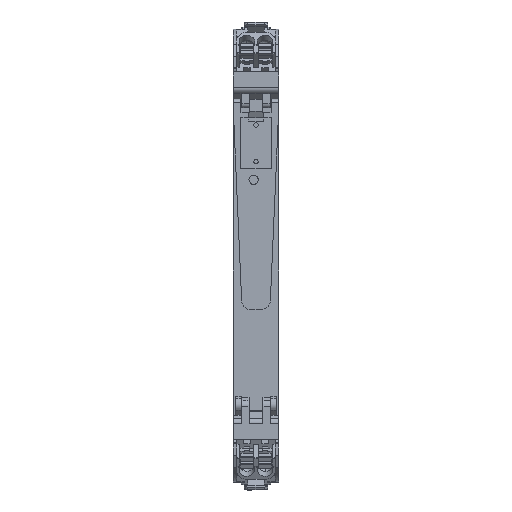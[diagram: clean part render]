
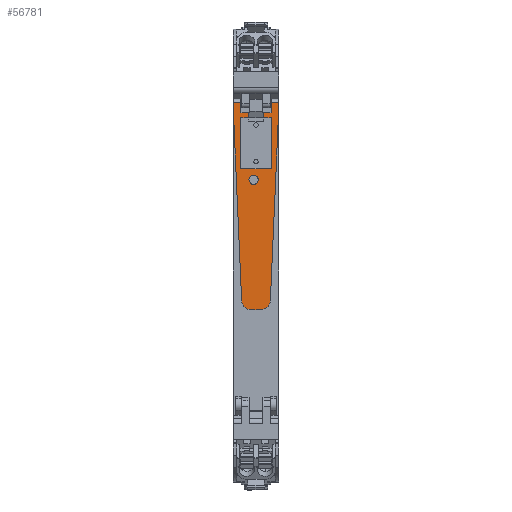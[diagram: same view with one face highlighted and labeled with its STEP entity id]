
A CAD part, top view. The second image highlights one B-rep face of the part: STEP entity #56781.
In plain terms, the highlighted planar face has unit normal (0, 0, 1).
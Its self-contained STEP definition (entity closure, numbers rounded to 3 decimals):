
#56590=AXIS2_PLACEMENT_3D('Circle Axis2P3D',#56588,#56589,$) ;
#56615=AXIS2_PLACEMENT_3D('Circle Axis2P3D',#56613,#56614,$) ;
#56629=AXIS2_PLACEMENT_3D('Plane Axis2P3D',#56626,#56627,#56628) ;
#56642=AXIS2_PLACEMENT_3D('Circle Axis2P3D',#56640,#56641,$) ;
#56754=AXIS2_PLACEMENT_3D('Circle Axis2P3D',#56752,#56753,$) ;
#56585=CARTESIAN_POINT('Vertex',(6.84,84.283,112.024)) ;
#56588=CARTESIAN_POINT('Axis2P3D Location',(5.59,84.283,112.024)) ;
#56592=CARTESIAN_POINT('Vertex',(4.34,84.283,112.024)) ;
#56613=CARTESIAN_POINT('Axis2P3D Location',(5.59,84.283,112.024)) ;
#56626=CARTESIAN_POINT('Axis2P3D Location',(12.5,63.596,112.024)) ;
#56631=CARTESIAN_POINT('Line Origine',(6.252,48.991,112.024)) ;
#56635=CARTESIAN_POINT('Vertex',(7.655,48.992,112.024)) ;
#56637=CARTESIAN_POINT('Vertex',(4.849,48.989,112.024)) ;
#56640=CARTESIAN_POINT('Axis2P3D Location',(7.653,51.492,112.024)) ;
#56644=CARTESIAN_POINT('Vertex',(10.15,51.383,112.024)) ;
#56647=CARTESIAN_POINT('Line Origine',(11.325,78.289,112.024)) ;
#56651=CARTESIAN_POINT('Vertex',(12.5,105.196,112.024)) ;
#56654=CARTESIAN_POINT('Line Origine',(11.425,105.196,112.024)) ;
#56658=CARTESIAN_POINT('Vertex',(10.35,105.196,112.024)) ;
#56661=CARTESIAN_POINT('Line Origine',(10.35,103.846,112.024)) ;
#56665=CARTESIAN_POINT('Vertex',(10.35,102.496,112.024)) ;
#56668=CARTESIAN_POINT('Line Origine',(9.3,102.496,112.024)) ;
#56672=CARTESIAN_POINT('Vertex',(8.25,102.496,112.024)) ;
#56675=CARTESIAN_POINT('Line Origine',(8.25,101.8,112.024)) ;
#56679=CARTESIAN_POINT('Vertex',(8.25,101.105,112.024)) ;
#56682=CARTESIAN_POINT('Line Origine',(9.325,101.105,112.024)) ;
#56686=CARTESIAN_POINT('Vertex',(10.4,101.105,112.024)) ;
#56689=CARTESIAN_POINT('Line Origine',(10.4,94.155,112.024)) ;
#56693=CARTESIAN_POINT('Vertex',(10.4,87.205,112.024)) ;
#56696=CARTESIAN_POINT('Line Origine',(6.25,87.205,112.024)) ;
#56700=CARTESIAN_POINT('Vertex',(2.1,87.205,112.024)) ;
#56703=CARTESIAN_POINT('Line Origine',(2.1,94.155,112.024)) ;
#56707=CARTESIAN_POINT('Vertex',(2.1,101.105,112.024)) ;
#56710=CARTESIAN_POINT('Line Origine',(3.175,101.105,112.024)) ;
#56714=CARTESIAN_POINT('Vertex',(4.25,101.105,112.024)) ;
#56717=CARTESIAN_POINT('Line Origine',(4.25,101.8,112.024)) ;
#56721=CARTESIAN_POINT('Vertex',(4.25,102.496,112.024)) ;
#56724=CARTESIAN_POINT('Line Origine',(3.2,102.496,112.024)) ;
#56728=CARTESIAN_POINT('Vertex',(2.15,102.496,112.024)) ;
#56731=CARTESIAN_POINT('Line Origine',(2.15,103.846,112.024)) ;
#56735=CARTESIAN_POINT('Vertex',(2.15,105.196,112.024)) ;
#56738=CARTESIAN_POINT('Line Origine',(1.075,105.196,112.024)) ;
#56742=CARTESIAN_POINT('Vertex',(0.,105.196,112.024)) ;
#56745=CARTESIAN_POINT('Line Origine',(1.175,78.288,112.024)) ;
#56749=CARTESIAN_POINT('Vertex',(2.35,51.38,112.024)) ;
#56752=CARTESIAN_POINT('Axis2P3D Location',(4.847,51.489,112.024)) ;
#56589=DIRECTION('Axis2P3D Direction',(0.,0.,1.)) ;
#56614=DIRECTION('Axis2P3D Direction',(0.,0.,1.)) ;
#56627=DIRECTION('Axis2P3D Direction',(0.,0.,1.)) ;
#56628=DIRECTION('Axis2P3D XDirection',(-1.,0.,0.)) ;
#56632=DIRECTION('Vector Direction',(-1.,-0.001,0.)) ;
#56641=DIRECTION('Axis2P3D Direction',(0.,0.,1.)) ;
#56648=DIRECTION('Vector Direction',(-0.044,-0.999,0.)) ;
#56655=DIRECTION('Vector Direction',(1.,0.,0.)) ;
#56662=DIRECTION('Vector Direction',(0.,1.,0.)) ;
#56669=DIRECTION('Vector Direction',(1.,0.,0.)) ;
#56676=DIRECTION('Vector Direction',(0.,1.,0.)) ;
#56683=DIRECTION('Vector Direction',(-1.,0.,0.)) ;
#56690=DIRECTION('Vector Direction',(0.,1.,0.)) ;
#56697=DIRECTION('Vector Direction',(1.,0.,0.)) ;
#56704=DIRECTION('Vector Direction',(0.,-1.,0.)) ;
#56711=DIRECTION('Vector Direction',(-1.,0.,0.)) ;
#56718=DIRECTION('Vector Direction',(0.,-1.,0.)) ;
#56725=DIRECTION('Vector Direction',(1.,0.,0.)) ;
#56732=DIRECTION('Vector Direction',(0.,-1.,0.)) ;
#56739=DIRECTION('Vector Direction',(1.,0.,0.)) ;
#56746=DIRECTION('Vector Direction',(-0.044,0.999,0.)) ;
#56753=DIRECTION('Axis2P3D Direction',(0.,0.,1.)) ;
#56633=VECTOR('Line Direction',#56632,1.) ;
#56649=VECTOR('Line Direction',#56648,1.) ;
#56656=VECTOR('Line Direction',#56655,1.) ;
#56663=VECTOR('Line Direction',#56662,1.) ;
#56670=VECTOR('Line Direction',#56669,1.) ;
#56677=VECTOR('Line Direction',#56676,1.) ;
#56684=VECTOR('Line Direction',#56683,1.) ;
#56691=VECTOR('Line Direction',#56690,1.) ;
#56698=VECTOR('Line Direction',#56697,1.) ;
#56705=VECTOR('Line Direction',#56704,1.) ;
#56712=VECTOR('Line Direction',#56711,1.) ;
#56719=VECTOR('Line Direction',#56718,1.) ;
#56726=VECTOR('Line Direction',#56725,1.) ;
#56733=VECTOR('Line Direction',#56732,1.) ;
#56740=VECTOR('Line Direction',#56739,1.) ;
#56747=VECTOR('Line Direction',#56746,1.) ;
#56758=ORIENTED_EDGE('',*,*,#56639,.F.) ;
#56759=ORIENTED_EDGE('',*,*,#56646,.F.) ;
#56760=ORIENTED_EDGE('',*,*,#56653,.F.) ;
#56761=ORIENTED_EDGE('',*,*,#56660,.F.) ;
#56762=ORIENTED_EDGE('',*,*,#56667,.F.) ;
#56763=ORIENTED_EDGE('',*,*,#56674,.F.) ;
#56764=ORIENTED_EDGE('',*,*,#56681,.F.) ;
#56765=ORIENTED_EDGE('',*,*,#56688,.F.) ;
#56766=ORIENTED_EDGE('',*,*,#56695,.F.) ;
#56767=ORIENTED_EDGE('',*,*,#56702,.F.) ;
#56768=ORIENTED_EDGE('',*,*,#56709,.F.) ;
#56769=ORIENTED_EDGE('',*,*,#56716,.F.) ;
#56770=ORIENTED_EDGE('',*,*,#56723,.F.) ;
#56771=ORIENTED_EDGE('',*,*,#56730,.F.) ;
#56772=ORIENTED_EDGE('',*,*,#56737,.F.) ;
#56773=ORIENTED_EDGE('',*,*,#56744,.F.) ;
#56774=ORIENTED_EDGE('',*,*,#56751,.F.) ;
#56775=ORIENTED_EDGE('',*,*,#56756,.F.) ;
#56778=ORIENTED_EDGE('',*,*,#56617,.F.) ;
#56779=ORIENTED_EDGE('',*,*,#56594,.F.) ;
#56780=FACE_BOUND('',#56777,.T.) ;
#56781=ADVANCED_FACE('AUFDRUCK_ORANGE',(#56776,#56780),#56630,.T.) ;
#56591=CIRCLE('generated circle',#56590,1.25) ;
#56616=CIRCLE('generated circle',#56615,1.25) ;
#56643=CIRCLE('generated circle',#56642,2.5) ;
#56755=CIRCLE('generated circle',#56754,2.5) ;
#56594=EDGE_CURVE('',#56586,#56593,#56591,.T.) ;
#56617=EDGE_CURVE('',#56593,#56586,#56616,.T.) ;
#56639=EDGE_CURVE('',#56636,#56638,#56634,.T.) ;
#56646=EDGE_CURVE('',#56645,#56636,#56643,.F.) ;
#56653=EDGE_CURVE('',#56652,#56645,#56650,.T.) ;
#56660=EDGE_CURVE('',#56659,#56652,#56657,.T.) ;
#56667=EDGE_CURVE('',#56666,#56659,#56664,.T.) ;
#56674=EDGE_CURVE('',#56673,#56666,#56671,.T.) ;
#56681=EDGE_CURVE('',#56680,#56673,#56678,.T.) ;
#56688=EDGE_CURVE('',#56687,#56680,#56685,.T.) ;
#56695=EDGE_CURVE('',#56694,#56687,#56692,.T.) ;
#56702=EDGE_CURVE('',#56701,#56694,#56699,.T.) ;
#56709=EDGE_CURVE('',#56708,#56701,#56706,.T.) ;
#56716=EDGE_CURVE('',#56715,#56708,#56713,.T.) ;
#56723=EDGE_CURVE('',#56722,#56715,#56720,.T.) ;
#56730=EDGE_CURVE('',#56729,#56722,#56727,.T.) ;
#56737=EDGE_CURVE('',#56736,#56729,#56734,.T.) ;
#56744=EDGE_CURVE('',#56743,#56736,#56741,.T.) ;
#56751=EDGE_CURVE('',#56750,#56743,#56748,.T.) ;
#56756=EDGE_CURVE('',#56638,#56750,#56755,.F.) ;
#56757=EDGE_LOOP('',(#56758,#56759,#56760,#56761,#56762,#56763,#56764,#56765,#56766,#56767,#56768,#56769,#56770,#56771,#56772,#56773,#56774,#56775)) ;
#56777=EDGE_LOOP('',(#56778,#56779)) ;
#56776=FACE_OUTER_BOUND('',#56757,.T.) ;
#56634=LINE('Line',#56631,#56633) ;
#56650=LINE('Line',#56647,#56649) ;
#56657=LINE('Line',#56654,#56656) ;
#56664=LINE('Line',#56661,#56663) ;
#56671=LINE('Line',#56668,#56670) ;
#56678=LINE('Line',#56675,#56677) ;
#56685=LINE('Line',#56682,#56684) ;
#56692=LINE('Line',#56689,#56691) ;
#56699=LINE('Line',#56696,#56698) ;
#56706=LINE('Line',#56703,#56705) ;
#56713=LINE('Line',#56710,#56712) ;
#56720=LINE('Line',#56717,#56719) ;
#56727=LINE('Line',#56724,#56726) ;
#56734=LINE('Line',#56731,#56733) ;
#56741=LINE('Line',#56738,#56740) ;
#56748=LINE('Line',#56745,#56747) ;
#56630=PLANE('',#56629) ;
#56586=VERTEX_POINT('',#56585) ;
#56593=VERTEX_POINT('',#56592) ;
#56636=VERTEX_POINT('',#56635) ;
#56638=VERTEX_POINT('',#56637) ;
#56645=VERTEX_POINT('',#56644) ;
#56652=VERTEX_POINT('',#56651) ;
#56659=VERTEX_POINT('',#56658) ;
#56666=VERTEX_POINT('',#56665) ;
#56673=VERTEX_POINT('',#56672) ;
#56680=VERTEX_POINT('',#56679) ;
#56687=VERTEX_POINT('',#56686) ;
#56694=VERTEX_POINT('',#56693) ;
#56701=VERTEX_POINT('',#56700) ;
#56708=VERTEX_POINT('',#56707) ;
#56715=VERTEX_POINT('',#56714) ;
#56722=VERTEX_POINT('',#56721) ;
#56729=VERTEX_POINT('',#56728) ;
#56736=VERTEX_POINT('',#56735) ;
#56743=VERTEX_POINT('',#56742) ;
#56750=VERTEX_POINT('',#56749) ;
